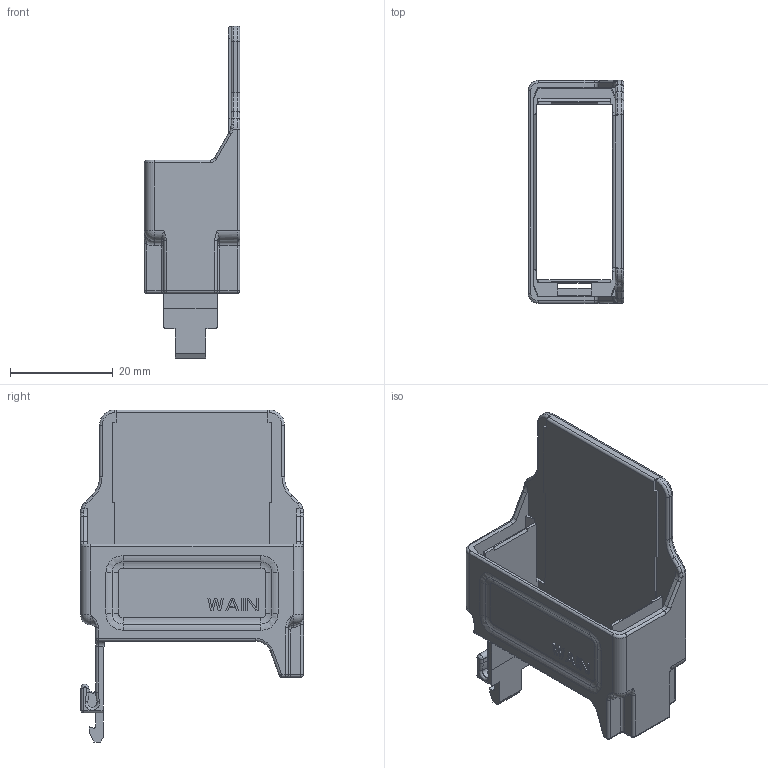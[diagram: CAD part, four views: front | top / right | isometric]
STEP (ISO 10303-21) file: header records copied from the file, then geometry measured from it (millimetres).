
FILE_DESCRIPTION((''),'2;1');
FILE_NAME('HM-CP2-2','2017-07-18T',('wl.kang'),(''),'PRO/ENGINEER BY PARAMETRIC TECHNOLOGY CORPORATION, 2012480','PRO/ENGINEER BY PARAMETRIC TECHNOLOGY CORPORATION, 2012480','');
FILE_SCHEMA(('AUTOMOTIVE_DESIGN { 1 0 10303 214 1 1 1 1 }'));
Length unit declared in the file: millimetre
Products named in the file (1): HM-CP2-2
Bounding box: 18.6 x 43.4 x 64.6 mm (x, y, z)
Volume: 6737.8 mm3; surface area: 8797.9 mm2
Topology: 1 solids, 1 shells, 306 faces, 785 edges, 476 vertices
Faces by surface type: plane 138, cylinder 94, torus 42, bspline 20, sphere 12
Entity records: 12584 total; most frequent: CARTESIAN_POINT 2806, ORIENTED_EDGE 1556, DIRECTION 1542, PRESENTATION_STYLE_ASSIGNMENT 779, STYLED_ITEM 779, CURVE_STYLE 778, EDGE_CURVE 778, AXIS2_PLACEMENT_3D 527
